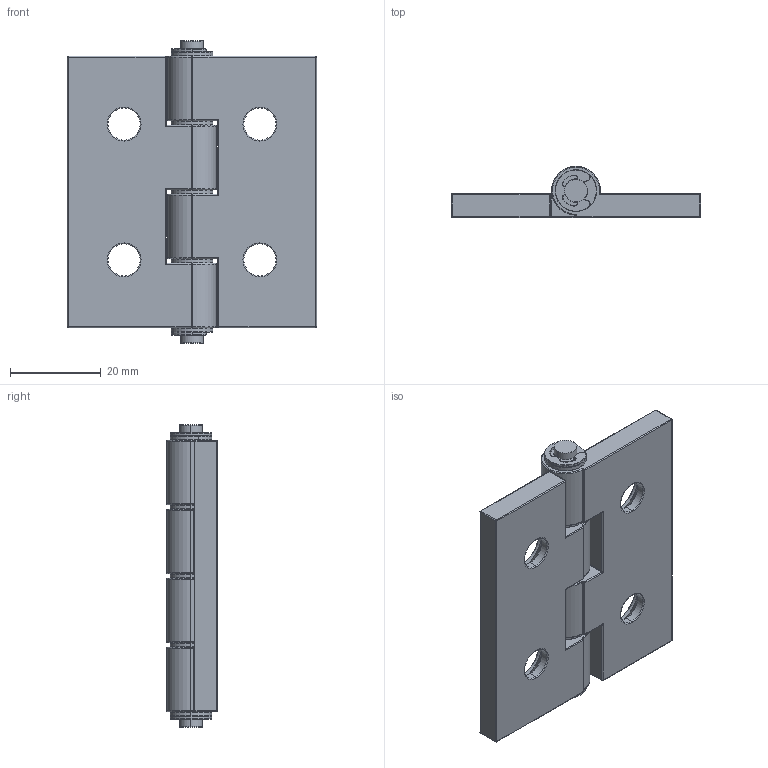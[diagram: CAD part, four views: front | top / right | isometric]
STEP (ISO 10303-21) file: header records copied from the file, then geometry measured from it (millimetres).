
FILE_DESCRIPTION (( 'STEP AP203' ), '1' );
FILE_NAME ('CLA-30A.STEP', '2016-06-03T03:17:12', ( '' ), ( '' ), 'SwSTEP 2.0', 'SolidWorks 2010', '' );
FILE_SCHEMA (( 'CONFIG_CONTROL_DESIGN' ));
Length unit declared in the file: millimetre
Products named in the file (5): E型扣; CLA-30A; 鉸鏈片; 插銷; PA墊圈
Assembly tree (10 placements, depth 2):
  CLA-30A
    鉸鏈片  x2
    PA墊圈  x5
    E型扣  x2
    插銷
Bounding box: 55 x 11.3 x 66.7 mm (x, y, z)
Volume: 18444.6 mm3; surface area: 12016.3 mm2
Topology: 10 solids, 10 shells, 516 faces, 1148 edges, 628 vertices
Faces by surface type: torus 216, cylinder 194, plane 58, bspline 26, sphere 14, cone 8
Entity records: 8421 total; most frequent: CARTESIAN_POINT 2003, DIRECTION 1404, ORIENTED_EDGE 1106, AXIS2_PLACEMENT_3D 628, EDGE_CURVE 553, CIRCLE 373, VERTEX_POINT 310, EDGE_LOOP 269
